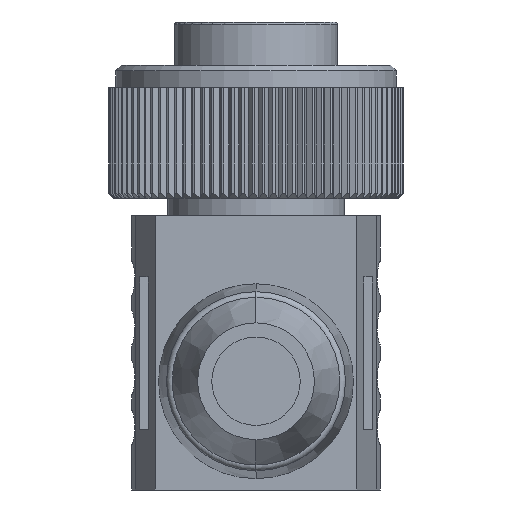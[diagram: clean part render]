
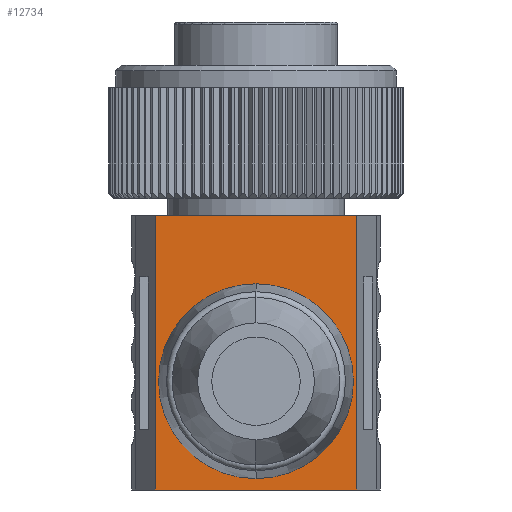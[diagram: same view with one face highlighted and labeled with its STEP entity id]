
A CAD part, left-side view. The second image highlights one B-rep face of the part: STEP entity #12734.
In plain terms, the highlighted planar face has unit normal (-1, 0, 0).
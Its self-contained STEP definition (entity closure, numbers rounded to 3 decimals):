
#3327=DIRECTION('',(0.,1.,0.));
#3328=VECTOR('',#3327,17.8);
#3329=CARTESIAN_POINT('',(0.,-8.9,14.6));
#3330=LINE('',#3329,#3328);
#3449=CARTESIAN_POINT('',(0.,0.,0.));
#3450=DIRECTION('',(-1.,0.,0.));
#3451=DIRECTION('',(0.,0.,1.));
#3452=AXIS2_PLACEMENT_3D('',#3449,#3450,#3451);
#3454=CARTESIAN_POINT('',(0.,0.,0.));
#3455=DIRECTION('',(-1.,0.,0.));
#3456=DIRECTION('',(0.,0.,-1.));
#3457=AXIS2_PLACEMENT_3D('',#3454,#3455,#3456);
#3459=DIRECTION('',(0.,0.,-1.));
#3460=VECTOR('',#3459,24.2);
#3461=CARTESIAN_POINT('',(0.,8.9,14.6));
#3462=LINE('',#3461,#3460);
#3491=DIRECTION('',(0.,-1.,0.));
#3492=VECTOR('',#3491,17.8);
#3493=CARTESIAN_POINT('',(0.,8.9,-9.6));
#3494=LINE('',#3493,#3492);
#3509=DIRECTION('',(0.,0.,1.));
#3510=VECTOR('',#3509,24.2);
#3511=CARTESIAN_POINT('',(0.,-8.9,-9.6));
#3512=LINE('',#3511,#3510);
#7102=CARTESIAN_POINT('',(0.,0.,-8.6));
#7103=VERTEX_POINT('',#7102);
#7104=CARTESIAN_POINT('',(0.,0.,8.6));
#7105=VERTEX_POINT('',#7104);
#7106=CARTESIAN_POINT('',(0.,8.9,14.6));
#7107=CARTESIAN_POINT('',(0.,8.9,-9.6));
#7108=VERTEX_POINT('',#7106);
#7109=VERTEX_POINT('',#7107);
#7110=CARTESIAN_POINT('',(0.,-8.9,14.6));
#7111=VERTEX_POINT('',#7110);
#7112=CARTESIAN_POINT('',(0.,-8.9,-9.6));
#7113=VERTEX_POINT('',#7112);
#12714=CARTESIAN_POINT('',(0.,0.,2.5));
#12715=DIRECTION('',(1.,0.,0.));
#12716=DIRECTION('',(0.,0.,1.));
#12717=AXIS2_PLACEMENT_3D('',#12714,#12715,#12716);
#12718=PLANE('',#12717);
#12720=ORIENTED_EDGE('',*,*,#12719,.F.);
#12721=ORIENTED_EDGE('',*,*,#12606,.F.);
#12723=ORIENTED_EDGE('',*,*,#12722,.F.);
#12725=ORIENTED_EDGE('',*,*,#12724,.F.);
#12726=EDGE_LOOP('',(#12720,#12721,#12723,#12725));
#12727=FACE_OUTER_BOUND('',#12726,.F.);
#12729=ORIENTED_EDGE('',*,*,#12728,.T.);
#12731=ORIENTED_EDGE('',*,*,#12730,.T.);
#12732=EDGE_LOOP('',(#12729,#12731));
#12733=FACE_BOUND('',#12732,.F.);
#12734=ADVANCED_FACE('',(#12727,#12733),#12718,.F.);
#3453=CIRCLE('',#3452,8.6);
#3458=CIRCLE('',#3457,8.6);
#12606=EDGE_CURVE('',#7111,#7108,#3330,.T.);
#12719=EDGE_CURVE('',#7108,#7109,#3462,.T.);
#12722=EDGE_CURVE('',#7113,#7111,#3512,.T.);
#12724=EDGE_CURVE('',#7109,#7113,#3494,.T.);
#12728=EDGE_CURVE('',#7105,#7103,#3453,.T.);
#12730=EDGE_CURVE('',#7103,#7105,#3458,.T.);
